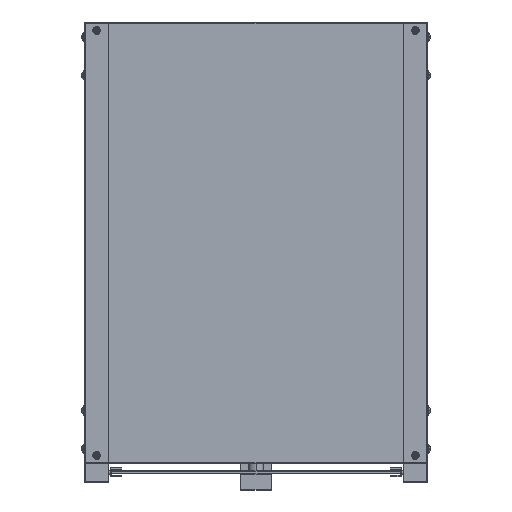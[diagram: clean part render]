
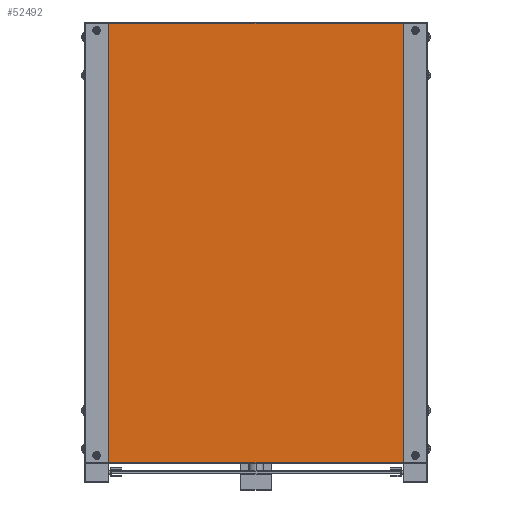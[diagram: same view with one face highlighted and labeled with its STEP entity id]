
A CAD part, left-side view. The second image highlights one B-rep face of the part: STEP entity #52492.
In plain terms, the highlighted face is planar.
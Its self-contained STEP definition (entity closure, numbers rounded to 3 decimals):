
#1552 = DIRECTION ( 'NONE',  ( 0., -1., 0. ) ) ;
#1672 = EDGE_CURVE ( 'NONE', #45948, #57889, #10899, .T. ) ;
#2528 = EDGE_LOOP ( 'NONE', ( #32399, #39413 ) ) ;
#2584 = EDGE_CURVE ( 'NONE', #21350, #14818, #44705, .T. ) ;
#4079 = CIRCLE ( 'NONE', #21655, 1.7 ) ;
#4515 = DIRECTION ( 'NONE',  ( 0., -1., 0. ) ) ;
#5012 = ORIENTED_EDGE ( 'NONE', *, *, #44332, .F. ) ;
#5339 = CIRCLE ( 'NONE', #53587, 1.7 ) ;
#5539 = FACE_BOUND ( 'NONE', #2528, .T. ) ;
#5802 = ORIENTED_EDGE ( 'NONE', *, *, #52191, .F. ) ;
#6926 = CARTESIAN_POINT ( 'NONE',  ( -276.75, 0., -207.5 ) ) ;
#6949 = VERTEX_POINT ( 'NONE', #25349 ) ;
#7132 = AXIS2_PLACEMENT_3D ( 'NONE', #29558, #53185, #38999 ) ;
#7383 = CARTESIAN_POINT ( 'NONE',  ( 286.75, 0., -222.5 ) ) ;
#7555 = DIRECTION ( 'NONE',  ( 1., 0., 0. ) ) ;
#8182 = ORIENTED_EDGE ( 'NONE', *, *, #17555, .F. ) ;
#8186 = EDGE_CURVE ( 'NONE', #57889, #38518, #20625, .T. ) ;
#8737 = DIRECTION ( 'NONE',  ( 0., -1., 0. ) ) ;
#8933 = CARTESIAN_POINT ( 'NONE',  ( 276.75, 0., -207.5 ) ) ;
#8940 = ORIENTED_EDGE ( 'NONE', *, *, #31627, .F. ) ;
#9748 = ORIENTED_EDGE ( 'NONE', *, *, #22288, .F. ) ;
#10046 = CARTESIAN_POINT ( 'NONE',  ( -286.75, 0., -222.5 ) ) ;
#10159 = CARTESIAN_POINT ( 'NONE',  ( 286.75, 0., -222.5 ) ) ;
#10899 = LINE ( 'NONE', #35816, #38076 ) ;
#10910 = VERTEX_POINT ( 'NONE', #26369 ) ;
#11400 = CIRCLE ( 'NONE', #38881, 1.7 ) ;
#12106 = CARTESIAN_POINT ( 'NONE',  ( 286.75, 0., 222.5 ) ) ;
#12376 = CARTESIAN_POINT ( 'NONE',  ( 0., 0., 0. ) ) ;
#14069 = EDGE_LOOP ( 'NONE', ( #37053, #5802, #17554, #55310 ) ) ;
#14818 = VERTEX_POINT ( 'NONE', #23033 ) ;
#15237 = DIRECTION ( 'NONE',  ( 0., 0., 1. ) ) ;
#15527 = CARTESIAN_POINT ( 'NONE',  ( -286.75, 0., -222.5 ) ) ;
#15656 = VERTEX_POINT ( 'NONE', #15527 ) ;
#17554 = ORIENTED_EDGE ( 'NONE', *, *, #8186, .F. ) ;
#17555 = EDGE_CURVE ( 'NONE', #10910, #45694, #38421, .T. ) ;
#18498 = DIRECTION ( 'NONE',  ( 0., 0., 1. ) ) ;
#20625 = LINE ( 'NONE', #7383, #36775 ) ;
#20950 = FACE_BOUND ( 'NONE', #22638, .T. ) ;
#21332 = CARTESIAN_POINT ( 'NONE',  ( -276.75, 0., 205.8 ) ) ;
#21350 = VERTEX_POINT ( 'NONE', #44036 ) ;
#21655 = AXIS2_PLACEMENT_3D ( 'NONE', #8933, #8737, #46284 ) ;
#22016 = DIRECTION ( 'NONE',  ( 0., -1., 0. ) ) ;
#22288 = EDGE_CURVE ( 'NONE', #45694, #10910, #55520, .T. ) ;
#22628 = DIRECTION ( 'NONE',  ( 0., -1., 0. ) ) ;
#22638 = EDGE_LOOP ( 'NONE', ( #8940, #25391 ) ) ;
#23033 = CARTESIAN_POINT ( 'NONE',  ( 276.75, 0., -205.8 ) ) ;
#23894 = FACE_OUTER_BOUND ( 'NONE', #14069, .T. ) ;
#24254 = AXIS2_PLACEMENT_3D ( 'NONE', #6926, #49595, #49182 ) ;
#24690 = DIRECTION ( 'NONE',  ( 0., -1., 0. ) ) ;
#25349 = CARTESIAN_POINT ( 'NONE',  ( -276.75, 0., -205.8 ) ) ;
#25391 = ORIENTED_EDGE ( 'NONE', *, *, #58373, .F. ) ;
#25605 = CARTESIAN_POINT ( 'NONE',  ( -276.75, 0., 209.2 ) ) ;
#26369 = CARTESIAN_POINT ( 'NONE',  ( 276.75, 0., 209.2 ) ) ;
#28487 = EDGE_LOOP ( 'NONE', ( #9748, #8182 ) ) ;
#29558 = CARTESIAN_POINT ( 'NONE',  ( 276.75, 0., -207.5 ) ) ;
#29736 = EDGE_CURVE ( 'NONE', #14818, #21350, #4079, .T. ) ;
#29758 = FACE_BOUND ( 'NONE', #46168, .T. ) ;
#31627 = EDGE_CURVE ( 'NONE', #55717, #6949, #5339, .T. ) ;
#32399 = ORIENTED_EDGE ( 'NONE', *, *, #2584, .F. ) ;
#33280 = VECTOR ( 'NONE', #18498, 1000. ) ;
#35567 = AXIS2_PLACEMENT_3D ( 'NONE', #50773, #22628, #55474 ) ;
#35816 = CARTESIAN_POINT ( 'NONE',  ( 286.75, 0., 222.5 ) ) ;
#35908 = AXIS2_PLACEMENT_3D ( 'NONE', #60488, #46701, #46283 ) ;
#36328 = PLANE ( 'NONE',  #55431 ) ;
#36775 = VECTOR ( 'NONE', #45475, 1000. ) ;
#37053 = ORIENTED_EDGE ( 'NONE', *, *, #54396, .F. ) ;
#37301 = AXIS2_PLACEMENT_3D ( 'NONE', #58407, #1552, #58219 ) ;
#38076 = VECTOR ( 'NONE', #7555, 1000. ) ;
#38421 = CIRCLE ( 'NONE', #37301, 1.7 ) ;
#38518 = VERTEX_POINT ( 'NONE', #10159 ) ;
#38881 = AXIS2_PLACEMENT_3D ( 'NONE', #47367, #4515, #52314 ) ;
#38999 = DIRECTION ( 'NONE',  ( 0., 0., -1. ) ) ;
#39206 = CARTESIAN_POINT ( 'NONE',  ( -276.75, 0., -207.5 ) ) ;
#39413 = ORIENTED_EDGE ( 'NONE', *, *, #29736, .F. ) ;
#39656 = ORIENTED_EDGE ( 'NONE', *, *, #41347, .F. ) ;
#41207 = CARTESIAN_POINT ( 'NONE',  ( 286.75, 0., -222.5 ) ) ;
#41347 = EDGE_CURVE ( 'NONE', #57697, #46877, #11400, .T. ) ;
#41590 = DIRECTION ( 'NONE',  ( -1., 0., 0. ) ) ;
#44036 = CARTESIAN_POINT ( 'NONE',  ( 276.75, 0., -209.2 ) ) ;
#44332 = EDGE_CURVE ( 'NONE', #46877, #57697, #54404, .T. ) ;
#44705 = CIRCLE ( 'NONE', #7132, 1.7 ) ;
#45475 = DIRECTION ( 'NONE',  ( 0., 0., -1. ) ) ;
#45694 = VERTEX_POINT ( 'NONE', #46779 ) ;
#45758 = DIRECTION ( 'NONE',  ( 0., 0., -1. ) ) ;
#45948 = VERTEX_POINT ( 'NONE', #53764 ) ;
#46168 = EDGE_LOOP ( 'NONE', ( #39656, #5012 ) ) ;
#46284 = DIRECTION ( 'NONE',  ( 0., 0., -1. ) ) ;
#46283 = DIRECTION ( 'NONE',  ( 0., 0., -1. ) ) ;
#46701 = DIRECTION ( 'NONE',  ( 0., -1., 0. ) ) ;
#46779 = CARTESIAN_POINT ( 'NONE',  ( 276.75, 0., 205.8 ) ) ;
#46877 = VERTEX_POINT ( 'NONE', #25605 ) ;
#47367 = CARTESIAN_POINT ( 'NONE',  ( -276.75, 0., 207.5 ) ) ;
#49182 = DIRECTION ( 'NONE',  ( 0., 0., 1. ) ) ;
#49595 = DIRECTION ( 'NONE',  ( 0., -1., 0. ) ) ;
#50773 = CARTESIAN_POINT ( 'NONE',  ( 276.75, 0., 207.5 ) ) ;
#51443 = CIRCLE ( 'NONE', #24254, 1.7 ) ;
#52191 = EDGE_CURVE ( 'NONE', #38518, #15656, #54831, .T. ) ;
#52314 = DIRECTION ( 'NONE',  ( 0., 0., -1. ) ) ;
#52407 = LINE ( 'NONE', #10046, #33280 ) ;
#52492 = ADVANCED_FACE ( 'NONE', ( #29758, #20950, #56229, #5539, #23894 ), #36328, .T. ) ;
#52575 = VECTOR ( 'NONE', #41590, 1000. ) ;
#53185 = DIRECTION ( 'NONE',  ( 0., -1., 0. ) ) ;
#53587 = AXIS2_PLACEMENT_3D ( 'NONE', #39206, #24690, #15237 ) ;
#53764 = CARTESIAN_POINT ( 'NONE',  ( -286.75, 0., 222.5 ) ) ;
#54396 = EDGE_CURVE ( 'NONE', #15656, #45948, #52407, .T. ) ;
#54404 = CIRCLE ( 'NONE', #35908, 1.7 ) ;
#54831 = LINE ( 'NONE', #41207, #52575 ) ;
#55310 = ORIENTED_EDGE ( 'NONE', *, *, #1672, .F. ) ;
#55325 = CARTESIAN_POINT ( 'NONE',  ( -276.75, 0., -209.2 ) ) ;
#55431 = AXIS2_PLACEMENT_3D ( 'NONE', #12376, #22016, #45758 ) ;
#55474 = DIRECTION ( 'NONE',  ( 0., 0., 1. ) ) ;
#55520 = CIRCLE ( 'NONE', #35567, 1.7 ) ;
#55717 = VERTEX_POINT ( 'NONE', #55325 ) ;
#56229 = FACE_BOUND ( 'NONE', #28487, .T. ) ;
#57697 = VERTEX_POINT ( 'NONE', #21332 ) ;
#57889 = VERTEX_POINT ( 'NONE', #12106 ) ;
#58219 = DIRECTION ( 'NONE',  ( 0., 0., 1. ) ) ;
#58373 = EDGE_CURVE ( 'NONE', #6949, #55717, #51443, .T. ) ;
#58407 = CARTESIAN_POINT ( 'NONE',  ( 276.75, 0., 207.5 ) ) ;
#60488 = CARTESIAN_POINT ( 'NONE',  ( -276.75, 0., 207.5 ) ) ;
